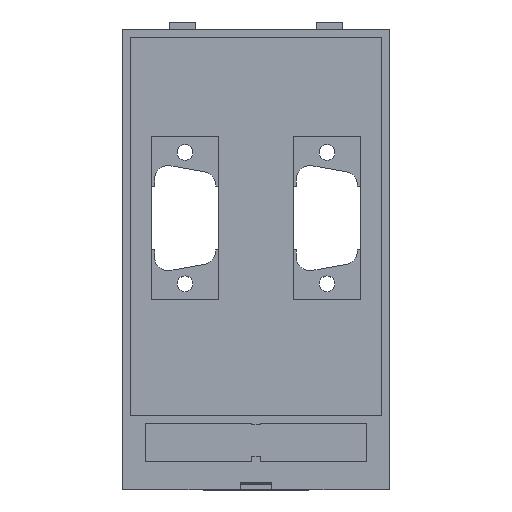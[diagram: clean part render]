
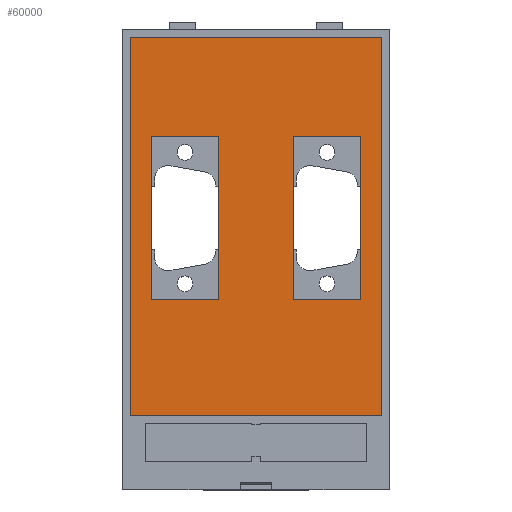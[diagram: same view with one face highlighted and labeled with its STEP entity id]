
A CAD part, top view. The second image highlights one B-rep face of the part: STEP entity #60000.
In plain terms, the highlighted planar face has unit normal (0, 0, 1).
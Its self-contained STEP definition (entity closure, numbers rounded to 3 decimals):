
#41180=CARTESIAN_POINT('',(18.25,36.2,2.8));
#41190=VERTEX_POINT('',#41180);
#41570=CARTESIAN_POINT('',(18.25,67.2,2.8));
#41580=VERTEX_POINT('',#41570);
#41610=CARTESIAN_POINT('',(18.25,0.,2.8));
#41620=DIRECTION('',(0.,1.,0.));
#41630=VECTOR('',#41620,1.);
#41640=LINE('',#41610,#41630);
#41650=EDGE_CURVE('',#41190,#41580,#41640,.T.);
#44360=CARTESIAN_POINT('',(32.45,67.2,2.8));
#44370=VERTEX_POINT('',#44360);
#44680=CARTESIAN_POINT('',(32.45,36.2,2.8));
#44690=VERTEX_POINT('',#44680);
#44720=CARTESIAN_POINT('',(32.45,0.,2.8));
#44730=DIRECTION('',(0.,-1.,0.));
#44740=VECTOR('',#44730,1.);
#44750=LINE('',#44720,#44740);
#44760=EDGE_CURVE('',#44370,#44690,#44750,.T.);
#47730=CARTESIAN_POINT('',(5.45,67.2,2.8));
#47740=VERTEX_POINT('',#47730);
#48050=CARTESIAN_POINT('',(5.45,36.2,2.8));
#48060=VERTEX_POINT('',#48050);
#48090=CARTESIAN_POINT('',(5.45,0.,2.8));
#48100=DIRECTION('',(0.,-1.,0.));
#48110=VECTOR('',#48100,1.);
#48120=LINE('',#48090,#48110);
#48130=EDGE_CURVE('',#47740,#48060,#48120,.T.);
#50770=CARTESIAN_POINT('',(45.25,36.2,2.8));
#50780=VERTEX_POINT('',#50770);
#50810=CARTESIAN_POINT('',(0.,36.2,2.8));
#50820=DIRECTION('',(-1.,0.,0.));
#50830=VECTOR('',#50820,1.);
#50840=LINE('',#50810,#50830);
#50850=EDGE_CURVE('',#50780,#44690,#50840,.T.);
#53740=CARTESIAN_POINT('',(0.,67.2,2.8));
#53750=DIRECTION('',(1.,0.,0.));
#53760=VECTOR('',#53750,1.);
#53770=LINE('',#53740,#53760);
#53780=EDGE_CURVE('',#47740,#41580,#53770,.T.);
#53980=CARTESIAN_POINT('',(0.,36.2,2.8));
#53990=DIRECTION('',(-1.,0.,0.));
#54000=VECTOR('',#53990,1.);
#54010=LINE('',#53980,#54000);
#54020=EDGE_CURVE('',#41190,#48060,#54010,.T.);
#55000=CARTESIAN_POINT('',(45.25,67.2,2.8));
#55010=VERTEX_POINT('',#55000);
#55060=CARTESIAN_POINT('',(0.,67.2,2.8));
#55070=DIRECTION('',(1.,0.,0.));
#55080=VECTOR('',#55070,1.);
#55090=LINE('',#55060,#55080);
#55100=EDGE_CURVE('',#44370,#55010,#55090,.T.);
#55340=CARTESIAN_POINT('',(45.25,0.,2.8));
#55350=DIRECTION('',(0.,1.,0.));
#55360=VECTOR('',#55350,1.);
#55370=LINE('',#55340,#55360);
#55380=EDGE_CURVE('',#50780,#55010,#55370,.T.);
#59490=CARTESIAN_POINT('',(49.985,43.75,2.8));
#59500=DIRECTION('',(0.,-0.,1.));
#59510=DIRECTION('',(0.,1.,0.));
#59520=AXIS2_PLACEMENT_3D('',#59490,#59500,#59510);
#59530=PLANE('',#59520);
#59540=CARTESIAN_POINT('',(1.43,-5.2,2.8));
#59550=DIRECTION('',(0.,-1.,0.));
#59560=VECTOR('',#59550,1.);
#59570=LINE('',#59540,#59560);
#59580=CARTESIAN_POINT('',(1.43,86.07,2.8));
#59590=VERTEX_POINT('',#59580);
#59600=CARTESIAN_POINT('',(1.43,14.1,2.8));
#59610=VERTEX_POINT('',#59600);
#59620=EDGE_CURVE('',#59590,#59610,#59570,.T.);
#59630=ORIENTED_EDGE('',*,*,#59620,.T.);
#59640=CARTESIAN_POINT('',(0.15,86.07,2.8));
#59650=DIRECTION('',(-1.,0.,0.));
#59660=VECTOR('',#59650,1.);
#59670=LINE('',#59640,#59660);
#59680=CARTESIAN_POINT('',(49.27,86.07,2.8));
#59690=VERTEX_POINT('',#59680);
#59700=EDGE_CURVE('',#59690,#59590,#59670,.T.);
#59710=ORIENTED_EDGE('',*,*,#59700,.T.);
#59720=CARTESIAN_POINT('',(49.27,-5.2,2.8));
#59730=DIRECTION('',(0.,1.,0.));
#59740=VECTOR('',#59730,1.);
#59750=LINE('',#59720,#59740);
#59760=CARTESIAN_POINT('',(49.27,14.1,2.8));
#59770=VERTEX_POINT('',#59760);
#59780=EDGE_CURVE('',#59770,#59690,#59750,.T.);
#59790=ORIENTED_EDGE('',*,*,#59780,.T.);
#59800=CARTESIAN_POINT('',(0.15,14.1,2.8));
#59810=DIRECTION('',(1.,0.,0.));
#59820=VECTOR('',#59810,1.);
#59830=LINE('',#59800,#59820);
#59840=EDGE_CURVE('',#59610,#59770,#59830,.T.);
#59850=ORIENTED_EDGE('',*,*,#59840,.T.);
#59860=EDGE_LOOP('',(#59850,#59790,#59710,#59630));
#59870=FACE_OUTER_BOUND('',#59860,.T.);
#59880=ORIENTED_EDGE('',*,*,#53780,.T.);
#59890=ORIENTED_EDGE('',*,*,#48130,.F.);
#59900=ORIENTED_EDGE('',*,*,#54020,.T.);
#59910=ORIENTED_EDGE('',*,*,#41650,.F.);
#59920=EDGE_LOOP('',(#59910,#59900,#59890,#59880));
#59930=FACE_BOUND('',#59920,.T.);
#59940=ORIENTED_EDGE('',*,*,#55100,.T.);
#59950=ORIENTED_EDGE('',*,*,#44760,.F.);
#59960=ORIENTED_EDGE('',*,*,#50850,.T.);
#59970=ORIENTED_EDGE('',*,*,#55380,.F.);
#59980=EDGE_LOOP('',(#59970,#59960,#59950,#59940));
#59990=FACE_BOUND('',#59980,.T.);
#60000=ADVANCED_FACE('',(#59870,#59930,#59990),#59530,.T.);
